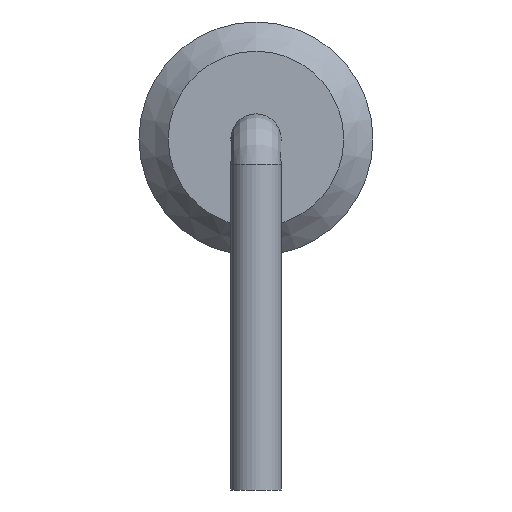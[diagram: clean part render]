
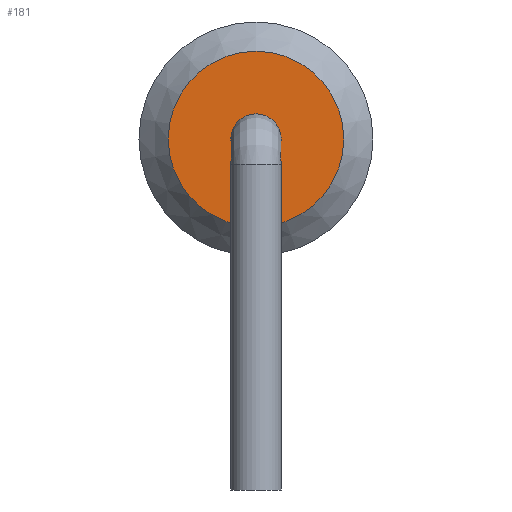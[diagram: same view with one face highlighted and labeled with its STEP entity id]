
A CAD part, left-side view. The second image highlights one B-rep face of the part: STEP entity #181.
In plain terms, the highlighted face is planar.
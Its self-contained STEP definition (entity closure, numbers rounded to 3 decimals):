
#113 = CONICAL_SURFACE('',#114,1.35,0.785);
#114 = AXIS2_PLACEMENT_3D('',#115,#116,#117);
#115 = CARTESIAN_POINT('',(0.,0.,0.338));
#116 = DIRECTION('',(0.,0.,1.));
#117 = DIRECTION('',(1.,0.,-0.));
#129 = VERTEX_POINT('',#130);
#130 = CARTESIAN_POINT('',(1.013,0.,0.));
#151 = EDGE_CURVE('',#129,#129,#152,.T.);
#152 = SURFACE_CURVE('',#153,(#158,#165),.PCURVE_S1.);
#153 = CIRCLE('',#154,1.013);
#154 = AXIS2_PLACEMENT_3D('',#155,#156,#157);
#155 = CARTESIAN_POINT('',(0.,0.,0.));
#156 = DIRECTION('',(0.,0.,1.));
#157 = DIRECTION('',(1.,0.,-0.));
#158 = PCURVE('',#113,#159);
#159 = DEFINITIONAL_REPRESENTATION('',(#160),#164);
#160 = LINE('',#161,#162);
#161 = CARTESIAN_POINT('',(0.,-0.338));
#162 = VECTOR('',#163,1.);
#163 = DIRECTION('',(1.,-0.));
#164 = ( GEOMETRIC_REPRESENTATION_CONTEXT(2) 
PARAMETRIC_REPRESENTATION_CONTEXT() REPRESENTATION_CONTEXT('2D SPACE',''
  ) );
#165 = PCURVE('',#166,#171);
#166 = PLANE('',#167);
#167 = AXIS2_PLACEMENT_3D('',#168,#169,#170);
#168 = CARTESIAN_POINT('',(0.,0.,0.));
#169 = DIRECTION('',(0.,0.,1.));
#170 = DIRECTION('',(1.,0.,0.));
#171 = DEFINITIONAL_REPRESENTATION('',(#172),#176);
#172 = CIRCLE('',#173,1.013);
#173 = AXIS2_PLACEMENT_2D('',#174,#175);
#174 = CARTESIAN_POINT('',(0.,0.));
#175 = DIRECTION('',(1.,0.));
#176 = ( GEOMETRIC_REPRESENTATION_CONTEXT(2) 
PARAMETRIC_REPRESENTATION_CONTEXT() REPRESENTATION_CONTEXT('2D SPACE',''
  ) );
#181 = ADVANCED_FACE('',(#182),#166,.F.);
#182 = FACE_BOUND('',#183,.F.);
#183 = EDGE_LOOP('',(#184));
#184 = ORIENTED_EDGE('',*,*,#151,.T.);
